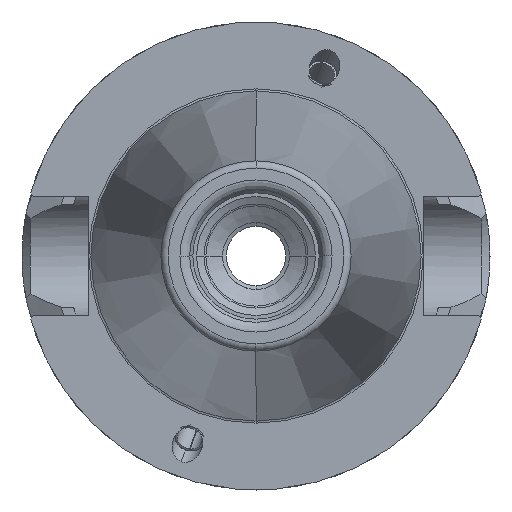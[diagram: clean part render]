
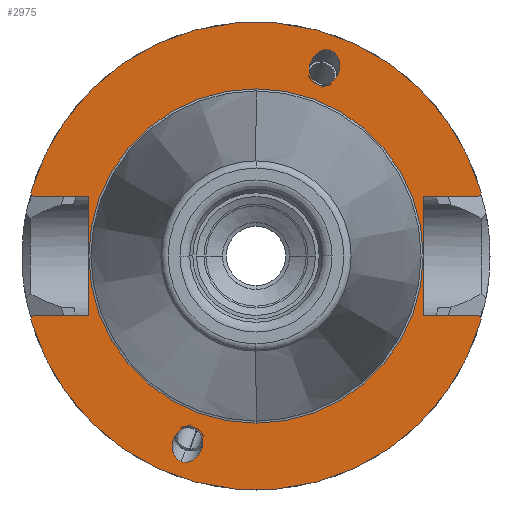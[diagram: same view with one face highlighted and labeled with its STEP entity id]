
A CAD part, left-side view. The second image highlights one B-rep face of the part: STEP entity #2975.
In plain terms, the highlighted planar face has unit normal (-1, 0, 0).
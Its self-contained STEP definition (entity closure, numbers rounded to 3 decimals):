
#444=CARTESIAN_POINT('',(2.,0.,0.));
#445=DIRECTION('',(1.,0.,0.));
#446=DIRECTION('',(0.,0.,1.));
#447=AXIS2_PLACEMENT_3D('',#444,#445,#446);
#449=CARTESIAN_POINT('',(2.,0.,0.));
#450=DIRECTION('',(1.,0.,0.));
#451=DIRECTION('',(0.,0.,-1.));
#452=AXIS2_PLACEMENT_3D('',#449,#450,#451);
#454=DIRECTION('',(0.,0.,-1.));
#455=VECTOR('',#454,16.1);
#456=CARTESIAN_POINT('',(2.,-22.6,8.05));
#457=LINE('',#456,#455);
#458=DIRECTION('',(0.,1.,0.));
#459=VECTOR('',#458,7.3);
#460=CARTESIAN_POINT('',(2.,-29.9,-8.05));
#461=LINE('',#460,#459);
#462=DIRECTION('',(0.,0.707,0.707));
#463=VECTOR('',#462,0.616);
#464=CARTESIAN_POINT('',(2.,-30.336,-8.486));
#465=LINE('',#464,#463);
#466=DIRECTION('',(0.,-0.707,0.707));
#467=VECTOR('',#466,0.616);
#468=CARTESIAN_POINT('',(2.,30.336,-8.486));
#469=LINE('',#468,#467);
#470=DIRECTION('',(0.,-1.,0.));
#471=VECTOR('',#470,7.3);
#472=CARTESIAN_POINT('',(2.,29.9,-8.05));
#473=LINE('',#472,#471);
#474=DIRECTION('',(0.,0.,-1.));
#475=VECTOR('',#474,16.1);
#476=CARTESIAN_POINT('',(2.,22.6,8.05));
#477=LINE('',#476,#475);
#478=DIRECTION('',(0.,-1.,0.));
#479=VECTOR('',#478,7.3);
#480=CARTESIAN_POINT('',(2.,29.9,8.05));
#481=LINE('',#480,#479);
#482=DIRECTION('',(0.,-0.707,-0.707));
#483=VECTOR('',#482,0.616);
#484=CARTESIAN_POINT('',(2.,30.336,8.486));
#485=LINE('',#484,#483);
#486=DIRECTION('',(0.,0.707,-0.707));
#487=VECTOR('',#486,0.616);
#488=CARTESIAN_POINT('',(2.,-30.336,8.486));
#489=LINE('',#488,#487);
#490=DIRECTION('',(0.,1.,0.));
#491=VECTOR('',#490,7.3);
#492=CARTESIAN_POINT('',(2.,-29.9,8.05));
#493=LINE('',#492,#491);
#494=CARTESIAN_POINT('',(2.,10.07,-27.666));
#495=CARTESIAN_POINT('',(2.,10.291,-27.585));
#496=CARTESIAN_POINT('',(2.,10.734,-27.313));
#497=CARTESIAN_POINT('',(2.,11.212,-26.546));
#498=CARTESIAN_POINT('',(2.,11.343,-25.566));
#499=CARTESIAN_POINT('',(2.,11.154,-24.673));
#500=CARTESIAN_POINT('',(2.,10.725,-23.868));
#501=CARTESIAN_POINT('',(2.,9.994,-23.201));
#502=CARTESIAN_POINT('',(2.,9.135,-22.921));
#503=CARTESIAN_POINT('',(2.,8.621,-22.997));
#504=CARTESIAN_POINT('',(2.,8.399,-23.077));
#506=CARTESIAN_POINT('',(2.,8.399,-23.077));
#507=CARTESIAN_POINT('',(2.,8.178,-23.158));
#508=CARTESIAN_POINT('',(2.,7.735,-23.431));
#509=CARTESIAN_POINT('',(2.,7.257,-24.197));
#510=CARTESIAN_POINT('',(2.,7.127,-25.178));
#511=CARTESIAN_POINT('',(2.,7.315,-26.07));
#512=CARTESIAN_POINT('',(2.,7.744,-26.875));
#513=CARTESIAN_POINT('',(2.,8.475,-27.542));
#514=CARTESIAN_POINT('',(2.,9.334,-27.822));
#515=CARTESIAN_POINT('',(2.,9.848,-27.747));
#516=CARTESIAN_POINT('',(2.,10.07,-27.666));
#518=CARTESIAN_POINT('',(2.,-10.07,27.666));
#519=CARTESIAN_POINT('',(2.,-10.291,27.585));
#520=CARTESIAN_POINT('',(2.,-10.734,27.313));
#521=CARTESIAN_POINT('',(2.,-11.212,26.546));
#522=CARTESIAN_POINT('',(2.,-11.343,25.566));
#523=CARTESIAN_POINT('',(2.,-11.154,24.673));
#524=CARTESIAN_POINT('',(2.,-10.725,23.868));
#525=CARTESIAN_POINT('',(2.,-9.994,23.201));
#526=CARTESIAN_POINT('',(2.,-9.135,22.921));
#527=CARTESIAN_POINT('',(2.,-8.621,22.997));
#528=CARTESIAN_POINT('',(2.,-8.399,23.077));
#530=CARTESIAN_POINT('',(2.,-8.399,23.077));
#531=CARTESIAN_POINT('',(2.,-8.178,23.158));
#532=CARTESIAN_POINT('',(2.,-7.735,23.431));
#533=CARTESIAN_POINT('',(2.,-7.257,24.197));
#534=CARTESIAN_POINT('',(2.,-7.127,25.178));
#535=CARTESIAN_POINT('',(2.,-7.315,26.07));
#536=CARTESIAN_POINT('',(2.,-7.744,26.875));
#537=CARTESIAN_POINT('',(2.,-8.475,27.542));
#538=CARTESIAN_POINT('',(2.,-9.334,27.822));
#539=CARTESIAN_POINT('',(2.,-9.848,27.747));
#540=CARTESIAN_POINT('',(2.,-10.07,27.666));
#827=CARTESIAN_POINT('',(2.,0.,0.));
#828=DIRECTION('',(-1.,0.,0.));
#829=DIRECTION('',(0.,0.963,-0.269));
#830=AXIS2_PLACEMENT_3D('',#827,#828,#829);
#836=CARTESIAN_POINT('',(2.,0.,0.));
#837=DIRECTION('',(-1.,0.,0.));
#838=DIRECTION('',(0.,-0.963,0.269));
#839=AXIS2_PLACEMENT_3D('',#836,#837,#838);
#2006=CARTESIAN_POINT('',(2.,22.6,8.05));
#2007=CARTESIAN_POINT('',(2.,22.6,-8.05));
#2008=VERTEX_POINT('',#2006);
#2009=VERTEX_POINT('',#2007);
#2082=CARTESIAN_POINT('',(2.,0.,22.5));
#2083=CARTESIAN_POINT('',(2.,0.,-22.5));
#2084=VERTEX_POINT('',#2082);
#2085=VERTEX_POINT('',#2083);
#2118=CARTESIAN_POINT('',(2.,29.9,8.05));
#2119=VERTEX_POINT('',#2118);
#2120=CARTESIAN_POINT('',(2.,29.9,-8.05));
#2121=VERTEX_POINT('',#2120);
#2130=CARTESIAN_POINT('',(2.,30.336,8.486));
#2131=VERTEX_POINT('',#2130);
#2132=CARTESIAN_POINT('',(2.,30.336,-8.486));
#2133=VERTEX_POINT('',#2132);
#2135=CARTESIAN_POINT('',(2.,-30.336,8.486));
#2137=VERTEX_POINT('',#2135);
#2139=CARTESIAN_POINT('',(2.,-30.336,-8.486));
#2141=VERTEX_POINT('',#2139);
#2142=CARTESIAN_POINT('',(2.,-22.6,8.05));
#2143=CARTESIAN_POINT('',(2.,-22.6,-8.05));
#2144=VERTEX_POINT('',#2142);
#2145=VERTEX_POINT('',#2143);
#2146=CARTESIAN_POINT('',(2.,-29.9,8.05));
#2147=VERTEX_POINT('',#2146);
#2148=CARTESIAN_POINT('',(2.,-29.9,-8.05));
#2149=VERTEX_POINT('',#2148);
#2181=VERTEX_POINT('',#494);
#2182=VERTEX_POINT('',#504);
#2237=VERTEX_POINT('',#518);
#2238=VERTEX_POINT('',#528);
#2927=CARTESIAN_POINT('',(2.,0.,0.));
#2928=DIRECTION('',(-1.,0.,0.));
#2929=DIRECTION('',(0.,0.,-1.));
#2930=AXIS2_PLACEMENT_3D('',#2927,#2928,#2929);
#2931=PLANE('',#2930);
#2933=ORIENTED_EDGE('',*,*,#2932,.T.);
#2935=ORIENTED_EDGE('',*,*,#2934,.F.);
#2937=ORIENTED_EDGE('',*,*,#2936,.F.);
#2939=ORIENTED_EDGE('',*,*,#2938,.F.);
#2941=ORIENTED_EDGE('',*,*,#2940,.T.);
#2943=ORIENTED_EDGE('',*,*,#2942,.T.);
#2945=ORIENTED_EDGE('',*,*,#2944,.F.);
#2947=ORIENTED_EDGE('',*,*,#2946,.F.);
#2949=ORIENTED_EDGE('',*,*,#2948,.F.);
#2951=ORIENTED_EDGE('',*,*,#2950,.F.);
#2953=ORIENTED_EDGE('',*,*,#2952,.T.);
#2955=ORIENTED_EDGE('',*,*,#2954,.T.);
#2956=EDGE_LOOP('',(#2933,#2935,#2937,#2939,#2941,#2943,#2945,#2947,#2949,#2951,
#2953,#2955));
#2957=FACE_OUTER_BOUND('',#2956,.F.);
#2959=ORIENTED_EDGE('',*,*,#2958,.F.);
#2961=ORIENTED_EDGE('',*,*,#2960,.F.);
#2962=EDGE_LOOP('',(#2959,#2961));
#2963=FACE_BOUND('',#2962,.F.);
#2965=ORIENTED_EDGE('',*,*,#2964,.F.);
#2967=ORIENTED_EDGE('',*,*,#2966,.F.);
#2968=EDGE_LOOP('',(#2965,#2967));
#2969=FACE_BOUND('',#2968,.F.);
#2971=ORIENTED_EDGE('',*,*,#2970,.F.);
#2972=ORIENTED_EDGE('',*,*,#2917,.F.);
#2973=EDGE_LOOP('',(#2971,#2972));
#2974=FACE_BOUND('',#2973,.F.);
#2975=ADVANCED_FACE('',(#2957,#2963,#2969,#2974),#2931,.T.);
#448=CIRCLE('',#447,22.5);
#453=CIRCLE('',#452,22.5);
#505=B_SPLINE_CURVE_WITH_KNOTS('',3,(#494,#495,#496,#497,#498,#499,#500,#501,
#502,#503,#504),.UNSPECIFIED.,.F.,.F.,(4,1,1,1,1,1,1,1,4),(0.,0.125,0.25,
0.375,0.5,0.625,0.75,0.875,1.),.UNSPECIFIED.);
#517=B_SPLINE_CURVE_WITH_KNOTS('',3,(#506,#507,#508,#509,#510,#511,#512,#513,
#514,#515,#516),.UNSPECIFIED.,.F.,.F.,(4,1,1,1,1,1,1,1,4),(0.,0.125,0.25,
0.375,0.5,0.625,0.75,0.875,1.),.UNSPECIFIED.);
#529=B_SPLINE_CURVE_WITH_KNOTS('',3,(#518,#519,#520,#521,#522,#523,#524,#525,
#526,#527,#528),.UNSPECIFIED.,.F.,.F.,(4,1,1,1,1,1,1,1,4),(0.,0.125,0.25,
0.375,0.5,0.625,0.75,0.875,1.),.UNSPECIFIED.);
#541=B_SPLINE_CURVE_WITH_KNOTS('',3,(#530,#531,#532,#533,#534,#535,#536,#537,
#538,#539,#540),.UNSPECIFIED.,.F.,.F.,(4,1,1,1,1,1,1,1,4),(0.,0.125,0.25,
0.375,0.5,0.625,0.75,0.875,1.),.UNSPECIFIED.);
#831=CIRCLE('',#830,31.5);
#840=CIRCLE('',#839,31.5);
#2917=EDGE_CURVE('',#2238,#2237,#541,.T.);
#2932=EDGE_CURVE('',#2144,#2145,#457,.T.);
#2934=EDGE_CURVE('',#2149,#2145,#461,.T.);
#2936=EDGE_CURVE('',#2141,#2149,#465,.T.);
#2938=EDGE_CURVE('',#2133,#2141,#831,.T.);
#2940=EDGE_CURVE('',#2133,#2121,#469,.T.);
#2942=EDGE_CURVE('',#2121,#2009,#473,.T.);
#2944=EDGE_CURVE('',#2008,#2009,#477,.T.);
#2946=EDGE_CURVE('',#2119,#2008,#481,.T.);
#2948=EDGE_CURVE('',#2131,#2119,#485,.T.);
#2950=EDGE_CURVE('',#2137,#2131,#840,.T.);
#2952=EDGE_CURVE('',#2137,#2147,#489,.T.);
#2954=EDGE_CURVE('',#2147,#2144,#493,.T.);
#2958=EDGE_CURVE('',#2084,#2085,#448,.T.);
#2960=EDGE_CURVE('',#2085,#2084,#453,.T.);
#2964=EDGE_CURVE('',#2181,#2182,#505,.T.);
#2966=EDGE_CURVE('',#2182,#2181,#517,.T.);
#2970=EDGE_CURVE('',#2237,#2238,#529,.T.);
